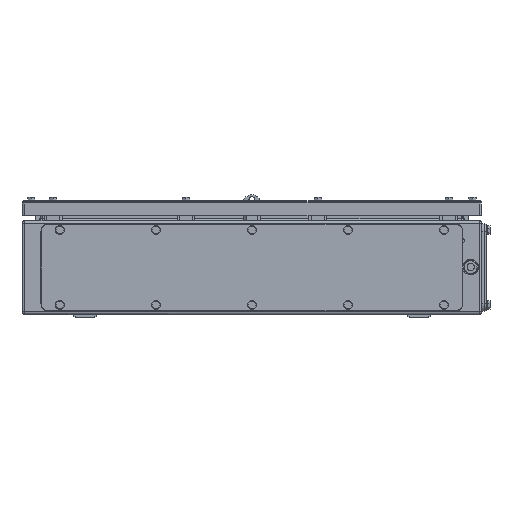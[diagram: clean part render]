
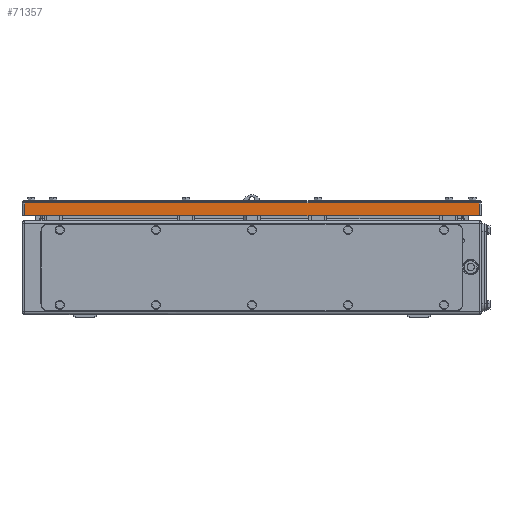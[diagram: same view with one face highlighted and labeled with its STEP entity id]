
A CAD part, left-side view. The second image highlights one B-rep face of the part: STEP entity #71357.
In plain terms, the highlighted planar face has unit normal (-1, 0, 0).
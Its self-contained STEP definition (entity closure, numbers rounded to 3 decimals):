
#71330=AXIS2_PLACEMENT_3D('Plane Axis2P3D',#71327,#71328,#71329) ;
#70960=CARTESIAN_POINT('Vertex',(41.,14.5,150.5)) ;
#70967=CARTESIAN_POINT('Vertex',(41.,627.5,150.5)) ;
#70970=CARTESIAN_POINT('Line Origine',(41.,321.,150.5)) ;
#71327=CARTESIAN_POINT('Axis2P3D Location',(41.,11.5,133.5)) ;
#71332=CARTESIAN_POINT('Line Origine',(41.,14.5,142.)) ;
#71336=CARTESIAN_POINT('Vertex',(41.,14.5,133.5)) ;
#71339=CARTESIAN_POINT('Line Origine',(41.,627.5,142.)) ;
#71343=CARTESIAN_POINT('Vertex',(41.,627.5,133.5)) ;
#71346=CARTESIAN_POINT('Line Origine',(41.,321.,133.5)) ;
#70971=DIRECTION('Vector Direction',(0.,1.,0.)) ;
#71328=DIRECTION('Axis2P3D Direction',(-1.,0.,0.)) ;
#71329=DIRECTION('Axis2P3D XDirection',(0.,-1.,0.)) ;
#71333=DIRECTION('Vector Direction',(0.,0.,1.)) ;
#71340=DIRECTION('Vector Direction',(0.,0.,-1.)) ;
#71347=DIRECTION('Vector Direction',(0.,-1.,0.)) ;
#70972=VECTOR('Line Direction',#70971,1.) ;
#71334=VECTOR('Line Direction',#71333,1.) ;
#71341=VECTOR('Line Direction',#71340,1.) ;
#71348=VECTOR('Line Direction',#71347,1.) ;
#71352=ORIENTED_EDGE('',*,*,#71338,.T.) ;
#71353=ORIENTED_EDGE('',*,*,#70974,.T.) ;
#71354=ORIENTED_EDGE('',*,*,#71345,.T.) ;
#71355=ORIENTED_EDGE('',*,*,#71350,.T.) ;
#71357=ADVANCED_FACE('Cover',(#71356),#71331,.T.) ;
#70974=EDGE_CURVE('',#70961,#70968,#70973,.T.) ;
#71338=EDGE_CURVE('',#71337,#70961,#71335,.T.) ;
#71345=EDGE_CURVE('',#70968,#71344,#71342,.T.) ;
#71350=EDGE_CURVE('',#71344,#71337,#71349,.T.) ;
#71351=EDGE_LOOP('',(#71352,#71353,#71354,#71355)) ;
#71356=FACE_OUTER_BOUND('',#71351,.T.) ;
#70973=LINE('Line',#70970,#70972) ;
#71335=LINE('Line',#71332,#71334) ;
#71342=LINE('Line',#71339,#71341) ;
#71349=LINE('Line',#71346,#71348) ;
#71331=PLANE('',#71330) ;
#70961=VERTEX_POINT('',#70960) ;
#70968=VERTEX_POINT('',#70967) ;
#71337=VERTEX_POINT('',#71336) ;
#71344=VERTEX_POINT('',#71343) ;
